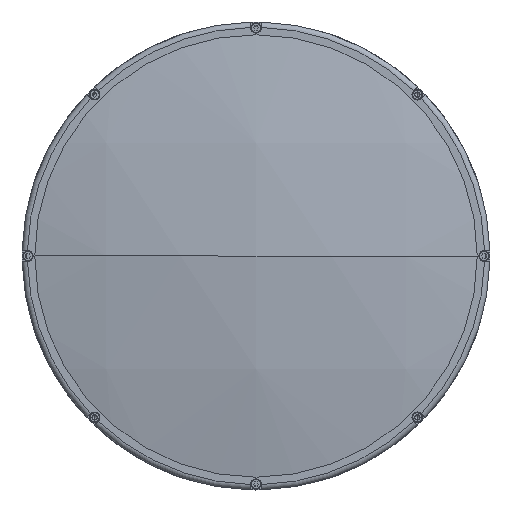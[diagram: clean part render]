
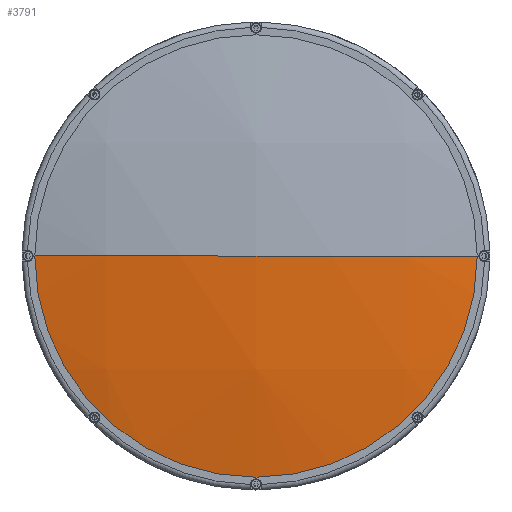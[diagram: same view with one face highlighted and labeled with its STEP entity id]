
A CAD part, left-side view. The second image highlights one B-rep face of the part: STEP entity #3791.
In plain terms, the highlighted spherical face has radius 606 mm.
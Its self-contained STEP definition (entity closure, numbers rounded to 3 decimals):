
#103 = VERTEX_POINT ( 'NONE', #6830 ) ;
#207 = DIRECTION ( 'NONE',  ( 0., 1., 0. ) ) ;
#292 = CARTESIAN_POINT ( 'NONE',  ( 45.627, 0., 0. ) ) ;
#616 = CARTESIAN_POINT ( 'NONE',  ( -547.362, 0., 0. ) ) ;
#867 = SPHERICAL_SURFACE ( 'NONE', #930, 606. ) ;
#930 = AXIS2_PLACEMENT_3D ( 'NONE', #2126, #6231, #207 ) ;
#1830 = AXIS2_PLACEMENT_3D ( 'NONE', #6235, #8277, #5068 ) ;
#2038 = DIRECTION ( 'NONE',  ( -1., 0., 0. ) ) ;
#2126 = CARTESIAN_POINT ( 'NONE',  ( 45.627, 0., 0. ) ) ;
#2149 = VERTEX_POINT ( 'NONE', #4351 ) ;
#2372 = AXIS2_PLACEMENT_3D ( 'NONE', #616, #2038, #7378 ) ;
#3273 = VERTEX_POINT ( 'NONE', #4764 ) ;
#3359 = EDGE_CURVE ( 'NONE', #2149, #3273, #7115, .T. ) ;
#3791 = ADVANCED_FACE ( 'NONE', ( #5491 ), #867, .T. ) ;
#4351 = CARTESIAN_POINT ( 'NONE',  ( -547.362, 124.9, 0. ) ) ;
#4655 = ORIENTED_EDGE ( 'NONE', *, *, #5413, .T. ) ;
#4764 = CARTESIAN_POINT ( 'NONE',  ( -547.362, -124.9, 0. ) ) ;
#4927 = ORIENTED_EDGE ( 'NONE', *, *, #7891, .F. ) ;
#5068 = DIRECTION ( 'NONE',  ( 0., 1., 0. ) ) ;
#5110 = EDGE_LOOP ( 'NONE', ( #5901, #4655, #4927 ) ) ;
#5187 = CIRCLE ( 'NONE', #1830, 606. ) ;
#5365 = AXIS2_PLACEMENT_3D ( 'NONE', #292, #8353, #8399 ) ;
#5413 = EDGE_CURVE ( 'NONE', #3273, #103, #5187, .T. ) ;
#5491 = FACE_OUTER_BOUND ( 'NONE', #5110, .T. ) ;
#5901 = ORIENTED_EDGE ( 'NONE', *, *, #3359, .T. ) ;
#6231 = DIRECTION ( 'NONE',  ( 0., 0., -1. ) ) ;
#6235 = CARTESIAN_POINT ( 'NONE',  ( 45.627, 0., 0. ) ) ;
#6830 = CARTESIAN_POINT ( 'NONE',  ( -560.373, 0., 0. ) ) ;
#7115 = CIRCLE ( 'NONE', #2372, 124.9 ) ;
#7378 = DIRECTION ( 'NONE',  ( 0., 0., 1. ) ) ;
#7891 = EDGE_CURVE ( 'NONE', #2149, #103, #8423, .T. ) ;
#8277 = DIRECTION ( 'NONE',  ( 0., 0., -1. ) ) ;
#8353 = DIRECTION ( 'NONE',  ( 0., 0., 1. ) ) ;
#8399 = DIRECTION ( 'NONE',  ( 0., -1., 0. ) ) ;
#8423 = CIRCLE ( 'NONE', #5365, 606. ) ;
